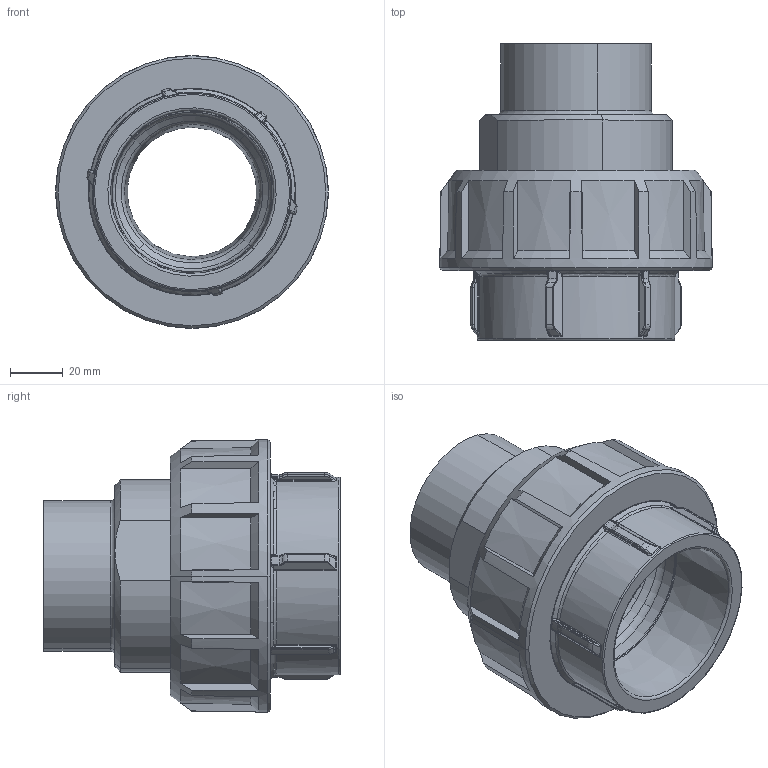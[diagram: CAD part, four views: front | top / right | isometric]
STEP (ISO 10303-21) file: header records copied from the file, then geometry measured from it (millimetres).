
FILE_DESCRIPTION(('STEP AP214'),'1');
FILE_NAME('birxm063200e.stp','2018-02-12T14:28:37',('TraceParts'),('TraceParts S.A.'),'Spatial InterOp 3D',' ',' ');
FILE_SCHEMA(('automotive_design'));
Length unit declared in the file: millimetre
Products named in the file (3): birxm063200e_1; birxm063200e_2; birxm063200e_3
Bounding box: 103.47 x 112.5 x 103.47 mm (x, y, z)
Volume: 306446.5 mm3; surface area: 85920.2 mm2
Topology: 3 solids, 3 shells, 409 faces, 1022 edges, 626 vertices
Faces by surface type: bspline 114, cylinder 105, torus 72, cone 67, plane 51
Entity records: 17914 total; most frequent: CARTESIAN_POINT 5460, ORIENTED_EDGE 2044, DIRECTION 1804, EDGE_CURVE 1022, AXIS2_PLACEMENT_3D 824, VERTEX_POINT 626, CIRCLE 526, EDGE_LOOP 422
